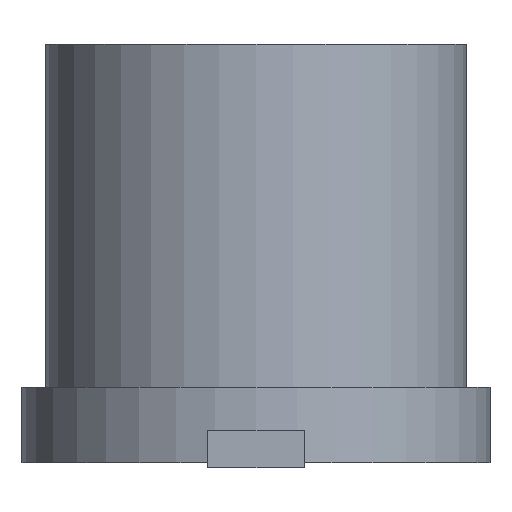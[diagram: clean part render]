
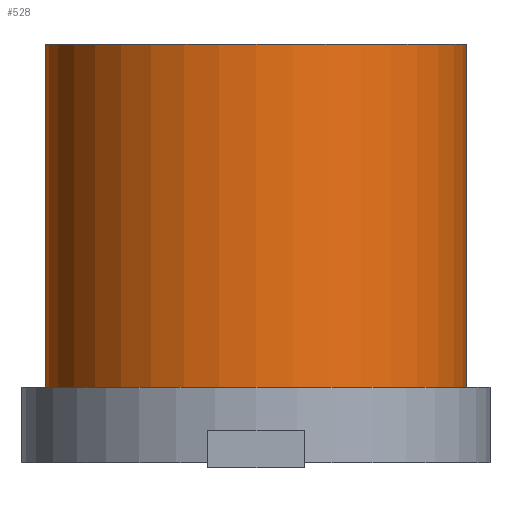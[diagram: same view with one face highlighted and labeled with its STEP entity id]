
A CAD part, left-side view. The second image highlights one B-rep face of the part: STEP entity #528.
In plain terms, the highlighted cylindrical face has radius 2.16 mm (diameter 4.321 mm), a partial arc.
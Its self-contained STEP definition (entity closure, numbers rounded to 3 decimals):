
#390=CARTESIAN_POINT('',(-3.327,-2.16,0.823));
#389=VERTEX_POINT('',#390);
#408=CARTESIAN_POINT('',(-3.327,-2.16,4.343));
#407=VERTEX_POINT('',#408);
#416=EDGE_CURVE('',#389,#407,#421,.T.);
#421=LINE('',#390,#423);
#423=VECTOR('',#424,3.52);
#424=DIRECTION('',(0.0,0.0,1.0));
#437=CARTESIAN_POINT('',(-3.327,2.16,0.823));
#436=VERTEX_POINT('',#437);
#447=CARTESIAN_POINT('',(-3.327,2.16,4.343));
#446=VERTEX_POINT('',#447);
#445=EDGE_CURVE('',#446,#436,#450,.T.);
#450=LINE('',#447,#452);
#452=VECTOR('',#453,3.52);
#453=DIRECTION('',(0.0,0.0,-1.0));
#528=ADVANCED_FACE($,(#534),#529,.T.);
#529=CYLINDRICAL_SURFACE($,#530,2.16);
#530=AXIS2_PLACEMENT_3D($,#531,#532,#533);
#531=CARTESIAN_POINT('',(-3.327,0.0,0.823));
#532=DIRECTION('',(0.,0.,1.));
#533=DIRECTION('',(1.,0.,0.));
#534=FACE_OUTER_BOUND($,#535,.T.);
#535=EDGE_LOOP($,(#558, #536, #568, #547));
#558=ORIENTED_EDGE('',*,*,#416,.T.);
#537=EDGE_CURVE($,#446,#407,#542,.T.);
#542=CIRCLE($,#543,2.16);
#544=CARTESIAN_POINT('',(-3.327,0.0,4.343));
#543=AXIS2_PLACEMENT_3D($,#544,#545,#546);
#545=DIRECTION('',(0.0,0.0,1.0));
#546=DIRECTION('',(-1.0,0.0,0.0));
#536=ORIENTED_EDGE('',*,*,#537,.F.);
#568=ORIENTED_EDGE('',*,*,#445,.T.);
#548=EDGE_CURVE($,#389,#436,#553,.T.);
#553=CIRCLE($,#554,2.16);
#555=CARTESIAN_POINT('',(-3.327,0.0,0.823));
#554=AXIS2_PLACEMENT_3D($,#555,#556,#557);
#556=DIRECTION('',(0.0,0.0,-1.0));
#557=DIRECTION('',(1.0,0.0,0.0));
#547=ORIENTED_EDGE('',*,*,#548,.F.);
